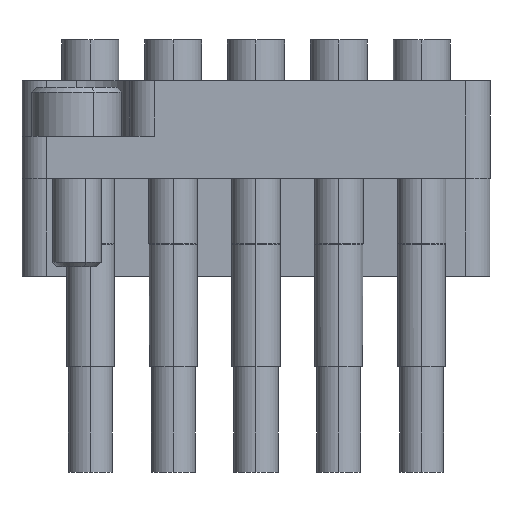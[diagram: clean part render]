
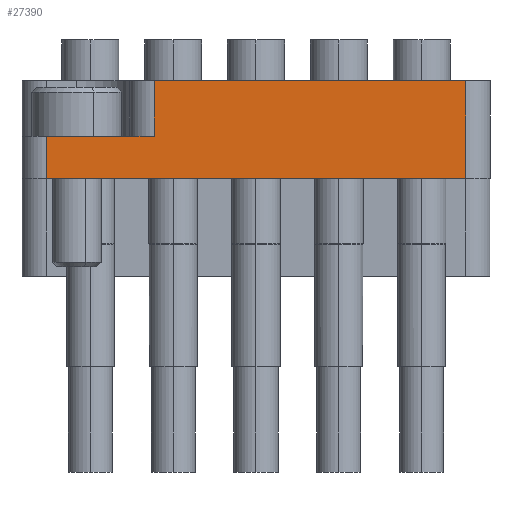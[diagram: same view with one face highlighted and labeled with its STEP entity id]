
A CAD part, front view. The second image highlights one B-rep face of the part: STEP entity #27390.
In plain terms, the highlighted face is planar.
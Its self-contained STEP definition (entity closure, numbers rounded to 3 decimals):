
#701 = CARTESIAN_POINT ( 'NONE',  ( 30., 0., -12.85 ) ) ;
#1077 = EDGE_CURVE ( 'NONE', #12189, #29390, #7977, .T. ) ;
#1514 = DIRECTION ( 'NONE',  ( 0., -1., 0. ) ) ;
#1919 = DIRECTION ( 'NONE',  ( 1., 0., 0. ) ) ;
#1965 = VECTOR ( 'NONE', #1514, 1000. ) ;
#2552 = ORIENTED_EDGE ( 'NONE', *, *, #27485, .F. ) ;
#2730 = LINE ( 'NONE', #7906, #28180 ) ;
#2950 = CARTESIAN_POINT ( 'NONE',  ( 30., 6., 6.25 ) ) ;
#3660 = VECTOR ( 'NONE', #21354, 1000. ) ;
#4023 = CARTESIAN_POINT ( 'NONE',  ( 30., 0., 12.85 ) ) ;
#4148 = ORIENTED_EDGE ( 'NONE', *, *, #1077, .T. ) ;
#4235 = VERTEX_POINT ( 'NONE', #701 ) ;
#4581 = FACE_OUTER_BOUND ( 'NONE', #14481, .T. ) ;
#5271 = DIRECTION ( 'NONE',  ( 0., 0., -1. ) ) ;
#5305 = ORIENTED_EDGE ( 'NONE', *, *, #29883, .F. ) ;
#7610 = ORIENTED_EDGE ( 'NONE', *, *, #12515, .T. ) ;
#7906 = CARTESIAN_POINT ( 'NONE',  ( 30., 0., 14.35 ) ) ;
#7977 = LINE ( 'NONE', #24426, #30987 ) ;
#9293 = VECTOR ( 'NONE', #5271, 1000. ) ;
#11391 = CARTESIAN_POINT ( 'NONE',  ( 30., 6., -12.85 ) ) ;
#11699 = VECTOR ( 'NONE', #11709, 1000. ) ;
#11709 = DIRECTION ( 'NONE',  ( 0., 1., 0. ) ) ;
#12189 = VERTEX_POINT ( 'NONE', #2950 ) ;
#12515 = EDGE_CURVE ( 'NONE', #4235, #12584, #18612, .T. ) ;
#12584 = VERTEX_POINT ( 'NONE', #26117 ) ;
#14481 = EDGE_LOOP ( 'NONE', ( #22118, #7610, #5305, #4148, #2552, #24080 ) ) ;
#15008 = DIRECTION ( 'NONE',  ( 0., -1., 0. ) ) ;
#15867 = DIRECTION ( 'NONE',  ( 0., 1., 0. ) ) ;
#16458 = CARTESIAN_POINT ( 'NONE',  ( 30., 2.6, 6.25 ) ) ;
#16651 = CARTESIAN_POINT ( 'NONE',  ( 30., 2.6, 7.75 ) ) ;
#17357 = LINE ( 'NONE', #26742, #9293 ) ;
#17446 = EDGE_CURVE ( 'NONE', #27528, #20553, #22983, .T. ) ;
#18612 = LINE ( 'NONE', #11391, #11699 ) ;
#19178 = CARTESIAN_POINT ( 'NONE',  ( 30., 0., 12.85 ) ) ;
#20553 = VERTEX_POINT ( 'NONE', #19178 ) ;
#21197 = CARTESIAN_POINT ( 'NONE',  ( 30., 6., 14.35 ) ) ;
#21354 = DIRECTION ( 'NONE',  ( 0., 0., -1. ) ) ;
#22118 = ORIENTED_EDGE ( 'NONE', *, *, #27209, .T. ) ;
#22983 = LINE ( 'NONE', #4023, #1965 ) ;
#24007 = LINE ( 'NONE', #16651, #3660 ) ;
#24080 = ORIENTED_EDGE ( 'NONE', *, *, #17446, .T. ) ;
#24426 = CARTESIAN_POINT ( 'NONE',  ( 30., 2.6, 6.25 ) ) ;
#24670 = DIRECTION ( 'NONE',  ( 0., 0., -1. ) ) ;
#26117 = CARTESIAN_POINT ( 'NONE',  ( 30., 6., -12.85 ) ) ;
#26742 = CARTESIAN_POINT ( 'NONE',  ( 30., 6., 14.35 ) ) ;
#26813 = CARTESIAN_POINT ( 'NONE',  ( 30., 2.6, 12.85 ) ) ;
#27209 = EDGE_CURVE ( 'NONE', #20553, #4235, #2730, .T. ) ;
#27390 = ADVANCED_FACE ( 'NONE', ( #4581 ), #30754, .T. ) ;
#27485 = EDGE_CURVE ( 'NONE', #27528, #29390, #24007, .T. ) ;
#27528 = VERTEX_POINT ( 'NONE', #26813 ) ;
#27688 = AXIS2_PLACEMENT_3D ( 'NONE', #21197, #1919, #15867 ) ;
#28180 = VECTOR ( 'NONE', #24670, 1000. ) ;
#29390 = VERTEX_POINT ( 'NONE', #16458 ) ;
#29883 = EDGE_CURVE ( 'NONE', #12189, #12584, #17357, .T. ) ;
#30754 = PLANE ( 'NONE',  #27688 ) ;
#30987 = VECTOR ( 'NONE', #15008, 1000. ) ;
